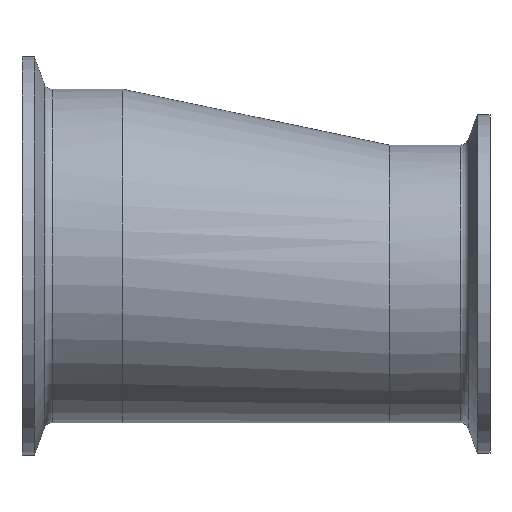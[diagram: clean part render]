
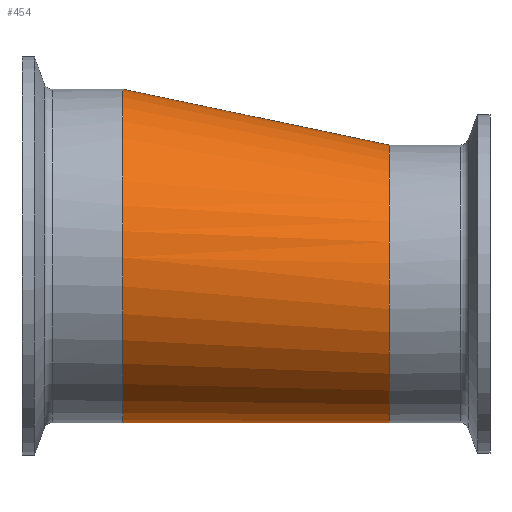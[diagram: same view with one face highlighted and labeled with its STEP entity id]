
A CAD part, top view. The second image highlights one B-rep face of the part: STEP entity #454.
In plain terms, the highlighted free-form (B-spline) face has degree [1, 2] with [2, 9] control points.
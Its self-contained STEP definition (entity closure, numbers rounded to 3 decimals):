
#16=B_SPLINE_CURVE_WITH_KNOTS('',1,(#896,#897),.UNSPECIFIED.,.F.,.F.,(2,
2),(-1.617,-0.001),.UNSPECIFIED.);
#18=(
BOUNDED_SURFACE()
B_SPLINE_SURFACE(1,2,((#878,#879,#880,#881,#882,#883,#884,#885,#886),(#887,
#888,#889,#890,#891,#892,#893,#894,#895)),.UNSPECIFIED.,.F.,.T.,.F.)
B_SPLINE_SURFACE_WITH_KNOTS((2,2),(3,2,2,2,3),(-0.104,1.703),
(-3.142,-1.571,0.,1.571,3.142),
 .UNSPECIFIED.)
GEOMETRIC_REPRESENTATION_ITEM()
RATIONAL_B_SPLINE_SURFACE(((1.,0.707,1.,0.707,1.,
0.707,1.,0.707,1.),(1.,0.707,1.,0.707,
1.,0.707,1.,0.707,1.)))
REPRESENTATION_ITEM('')
SURFACE()
);
#86=FACE_OUTER_BOUND('',#116,.T.);
#116=EDGE_LOOP('',(#403,#404,#405,#406,#407,#408,#409,#410));
#125=CIRCLE('',#486,31.75);
#126=CIRCLE('',#487,31.75);
#127=CIRCLE('',#488,31.75);
#163=CIRCLE('',#540,38.15);
#164=CIRCLE('',#541,38.15);
#165=CIRCLE('',#542,38.15);
#178=VERTEX_POINT('',#741);
#179=VERTEX_POINT('',#742);
#180=VERTEX_POINT('',#744);
#210=VERTEX_POINT('',#833);
#211=VERTEX_POINT('',#835);
#212=VERTEX_POINT('',#837);
#226=EDGE_CURVE('',#178,#179,#125,.T.);
#227=EDGE_CURVE('',#180,#178,#126,.T.);
#229=EDGE_CURVE('',#179,#180,#127,.T.);
#271=EDGE_CURVE('',#210,#211,#163,.T.);
#272=EDGE_CURVE('',#211,#212,#164,.T.);
#273=EDGE_CURVE('',#212,#210,#165,.T.);
#284=EDGE_CURVE('',#179,#212,#16,.T.);
#403=ORIENTED_EDGE('',*,*,#226,.T.);
#404=ORIENTED_EDGE('',*,*,#284,.T.);
#405=ORIENTED_EDGE('',*,*,#272,.F.);
#406=ORIENTED_EDGE('',*,*,#271,.F.);
#407=ORIENTED_EDGE('',*,*,#273,.F.);
#408=ORIENTED_EDGE('',*,*,#284,.F.);
#409=ORIENTED_EDGE('',*,*,#229,.T.);
#410=ORIENTED_EDGE('',*,*,#227,.T.);
#454=ADVANCED_FACE('',(#86),#18,.F.);
#486=AXIS2_PLACEMENT_3D('',#743,#576,#577);
#487=AXIS2_PLACEMENT_3D('',#745,#578,#579);
#488=AXIS2_PLACEMENT_3D('',#747,#581,#582);
#540=AXIS2_PLACEMENT_3D('',#836,#691,#692);
#541=AXIS2_PLACEMENT_3D('',#838,#693,#694);
#542=AXIS2_PLACEMENT_3D('',#839,#695,#696);
#576=DIRECTION('center_axis',(-1.,0.,0.));
#577=DIRECTION('ref_axis',(0.,0.,1.));
#578=DIRECTION('center_axis',(-1.,0.,0.));
#579=DIRECTION('ref_axis',(0.,0.,1.));
#581=DIRECTION('center_axis',(-1.,0.,0.));
#582=DIRECTION('ref_axis',(0.,0.,1.));
#691=DIRECTION('center_axis',(-1.,0.,0.));
#692=DIRECTION('ref_axis',(0.,0.,1.));
#693=DIRECTION('center_axis',(-1.,0.,0.));
#694=DIRECTION('ref_axis',(0.,0.,1.));
#695=DIRECTION('center_axis',(-1.,0.,0.));
#696=DIRECTION('ref_axis',(0.,0.,1.));
#741=CARTESIAN_POINT('',(64.,-38.15,0.));
#742=CARTESIAN_POINT('',(64.,-6.742,31.748));
#743=CARTESIAN_POINT('Origin',(64.,-6.4,0.));
#744=CARTESIAN_POINT('',(64.,25.35,0.));
#745=CARTESIAN_POINT('Origin',(64.,-6.4,0.));
#747=CARTESIAN_POINT('Origin',(64.,-6.4,0.));
#833=CARTESIAN_POINT('',(3.,38.15,0.));
#835=CARTESIAN_POINT('',(3.,-38.15,0.));
#836=CARTESIAN_POINT('Origin',(3.,0.,0.));
#837=CARTESIAN_POINT('',(3.,-0.411,38.148));
#838=CARTESIAN_POINT('Origin',(3.,0.,0.));
#839=CARTESIAN_POINT('Origin',(3.,0.,0.));
#878=CARTESIAN_POINT('Ctrl Pts',(-0.96,0.,
38.563));
#879=CARTESIAN_POINT('Ctrl Pts',(-4.919,-38.15,38.563));
#880=CARTESIAN_POINT('Ctrl Pts',(-4.919,-38.15,0.));
#881=CARTESIAN_POINT('Ctrl Pts',(-4.919,-38.15,-38.563));
#882=CARTESIAN_POINT('Ctrl Pts',(-0.96,0.,
-38.563));
#883=CARTESIAN_POINT('Ctrl Pts',(3.,38.15,-38.563));
#884=CARTESIAN_POINT('Ctrl Pts',(3.,38.15,0.));
#885=CARTESIAN_POINT('Ctrl Pts',(3.,38.15,38.563));
#886=CARTESIAN_POINT('Ctrl Pts',(-0.96,0.,
38.563));
#887=CARTESIAN_POINT('Ctrl Pts',(67.225,-7.077,31.41));
#888=CARTESIAN_POINT('Ctrl Pts',(64.,-38.15,31.41));
#889=CARTESIAN_POINT('Ctrl Pts',(64.,-38.15,0.));
#890=CARTESIAN_POINT('Ctrl Pts',(64.,-38.15,-31.41));
#891=CARTESIAN_POINT('Ctrl Pts',(67.225,-7.077,-31.41));
#892=CARTESIAN_POINT('Ctrl Pts',(70.45,23.997,-31.41));
#893=CARTESIAN_POINT('Ctrl Pts',(70.45,23.997,0.));
#894=CARTESIAN_POINT('Ctrl Pts',(70.45,23.997,31.41));
#895=CARTESIAN_POINT('Ctrl Pts',(67.225,-7.077,31.41));
#896=CARTESIAN_POINT('Ctrl Pts',(64.,-6.742,31.748));
#897=CARTESIAN_POINT('Ctrl Pts',(3.,-0.411,38.148));
